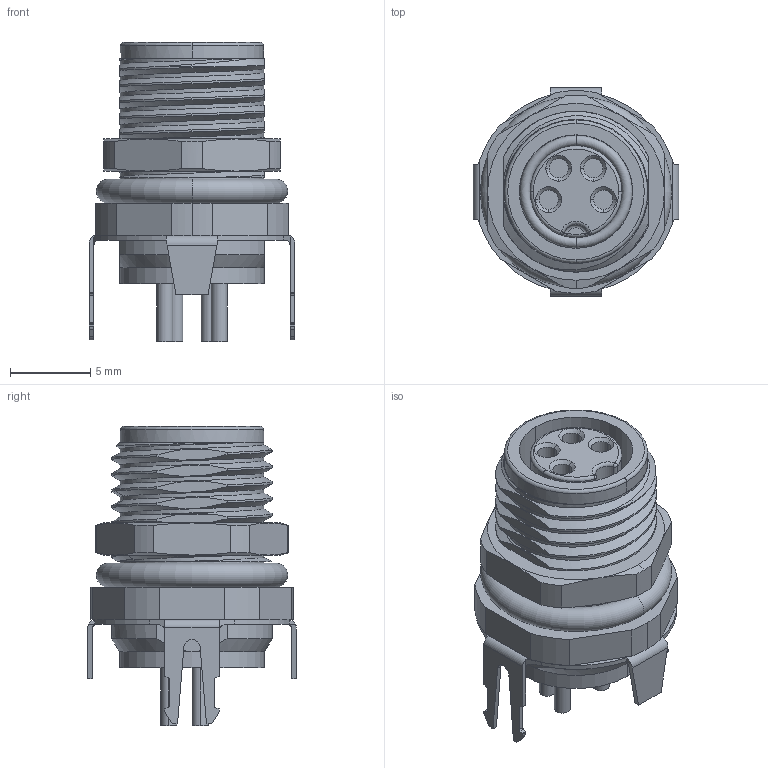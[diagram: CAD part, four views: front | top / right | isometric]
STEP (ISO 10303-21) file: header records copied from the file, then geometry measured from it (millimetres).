
FILE_DESCRIPTION (( 'STEP AP214' ), '1' );
FILE_NAME ('M8.FMLE.PNLREAR.4POS.STR PCBSHLD.STEP', '2022-07-10T16:43:49', ( '' ), ( '' ), 'SwSTEP 2.0', 'SolidWorks 2019', '' );
FILE_SCHEMA (( 'AUTOMOTIVE_DESIGN' ));
Length unit declared in the file: millimetre
Products named in the file (1): M8.FMLE.PNLREAR.4POS.STR PCBSHLD
Bounding box: 12.8 x 13 x 18.6 mm (x, y, z)
Volume: 1203.4 mm3; surface area: 2581.3 mm2
Topology: 16 solids, 16 shells, 312 faces, 768 edges, 489 vertices
Faces by surface type: plane 130, cylinder 118, cone 33, bspline 17, torus 12, sphere 2
Entity records: 14512 total; most frequent: CARTESIAN_POINT 7070, ORIENTED_EDGE 1532, DIRECTION 1467, EDGE_CURVE 766, AXIS2_PLACEMENT_3D 562, VERTEX_POINT 489, VECTOR 343, LINE 343
